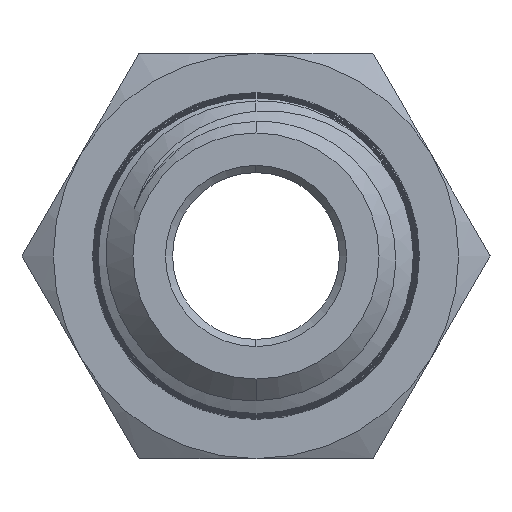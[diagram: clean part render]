
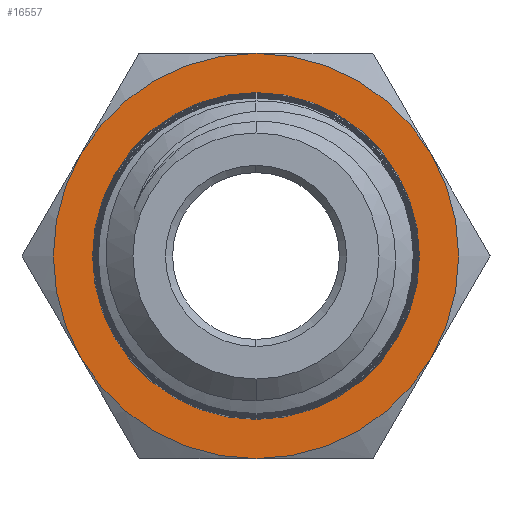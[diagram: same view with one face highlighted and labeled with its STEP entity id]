
A CAD part, front view. The second image highlights one B-rep face of the part: STEP entity #16557.
In plain terms, the highlighted planar face has unit normal (0, -1, 0).
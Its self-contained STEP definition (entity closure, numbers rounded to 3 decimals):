
#919 = AXIS2_PLACEMENT_3D ( 'NONE', #4064, #28537, #7584 ) ;
#1191 = PLANE ( 'NONE',  #43703 ) ;
#1352 = DIRECTION ( 'NONE',  ( 0., 0., 1. ) ) ;
#2407 = DIRECTION ( 'NONE',  ( 0., -1., 0. ) ) ;
#2434 = DIRECTION ( 'NONE',  ( 0., 0., 1. ) ) ;
#2999 = CARTESIAN_POINT ( 'NONE',  ( 0., 0., 0. ) ) ;
#3447 = ORIENTED_EDGE ( 'NONE', *, *, #29435, .F. ) ;
#3978 = CARTESIAN_POINT ( 'NONE',  ( 0., 0., 6.855 ) ) ;
#4064 = CARTESIAN_POINT ( 'NONE',  ( 0., 0., 0. ) ) ;
#4134 = EDGE_CURVE ( 'NONE', #36866, #12432, #16839, .T. ) ;
#6003 = CARTESIAN_POINT ( 'NONE',  ( -7.361, 0., 4.25 ) ) ;
#6248 = CARTESIAN_POINT ( 'NONE',  ( 7.361, 0., 4.25 ) ) ;
#6518 = DIRECTION ( 'NONE',  ( 0., 0., 1. ) ) ;
#6682 = CARTESIAN_POINT ( 'NONE',  ( 0., 0., -8.5 ) ) ;
#6848 = ORIENTED_EDGE ( 'NONE', *, *, #32606, .F. ) ;
#7320 = EDGE_CURVE ( 'NONE', #12432, #39182, #26630, .T. ) ;
#7584 = DIRECTION ( 'NONE',  ( 0., 0., 1. ) ) ;
#8010 = EDGE_CURVE ( 'NONE', #20543, #36866, #39702, .T. ) ;
#9920 = CIRCLE ( 'NONE', #18821, 6.855 ) ;
#9972 = AXIS2_PLACEMENT_3D ( 'NONE', #34523, #41702, #37298 ) ;
#10854 = CARTESIAN_POINT ( 'NONE',  ( 0., 0., -6.855 ) ) ;
#11162 = AXIS2_PLACEMENT_3D ( 'NONE', #44330, #23385, #2434 ) ;
#11504 = EDGE_CURVE ( 'NONE', #39182, #13362, #39083, .T. ) ;
#11814 = FACE_BOUND ( 'NONE', #19027, .T. ) ;
#12432 = VERTEX_POINT ( 'NONE', #44113 ) ;
#12782 = CIRCLE ( 'NONE', #17652, 8.5 ) ;
#12933 = FACE_OUTER_BOUND ( 'NONE', #18384, .T. ) ;
#13348 = VERTEX_POINT ( 'NONE', #10854 ) ;
#13362 = VERTEX_POINT ( 'NONE', #31980 ) ;
#13503 = VERTEX_POINT ( 'NONE', #3978 ) ;
#14967 = CARTESIAN_POINT ( 'NONE',  ( 0., 0., 0. ) ) ;
#15108 = CIRCLE ( 'NONE', #34303, 8.5 ) ;
#15735 = DIRECTION ( 'NONE',  ( 0., -1., 0. ) ) ;
#16384 = EDGE_CURVE ( 'NONE', #13362, #25038, #15108, .T. ) ;
#16557 = ADVANCED_FACE ( 'NONE', ( #11814, #12933 ), #1191, .F. ) ;
#16839 = CIRCLE ( 'NONE', #9972, 8.5 ) ;
#17652 = AXIS2_PLACEMENT_3D ( 'NONE', #2999, #27457, #6518 ) ;
#17810 = DIRECTION ( 'NONE',  ( 0., 1., 0. ) ) ;
#18384 = EDGE_LOOP ( 'NONE', ( #21806, #24373, #36941, #42439, #36976, #36836 ) ) ;
#18503 = DIRECTION ( 'NONE',  ( 0., 0., 1. ) ) ;
#18815 = CARTESIAN_POINT ( 'NONE',  ( 0., 0., 0. ) ) ;
#18821 = AXIS2_PLACEMENT_3D ( 'NONE', #23361, #2407, #26869 ) ;
#19027 = EDGE_LOOP ( 'NONE', ( #3447, #6848 ) ) ;
#20543 = VERTEX_POINT ( 'NONE', #41671 ) ;
#21806 = ORIENTED_EDGE ( 'NONE', *, *, #16384, .F. ) ;
#22318 = DIRECTION ( 'NONE',  ( 0., 1., 0. ) ) ;
#23361 = CARTESIAN_POINT ( 'NONE',  ( 0., 0., 0. ) ) ;
#23385 = DIRECTION ( 'NONE',  ( 0., 1., 0. ) ) ;
#24373 = ORIENTED_EDGE ( 'NONE', *, *, #11504, .F. ) ;
#25038 = VERTEX_POINT ( 'NONE', #6682 ) ;
#26630 = CIRCLE ( 'NONE', #11162, 8.5 ) ;
#26869 = DIRECTION ( 'NONE',  ( 0., 0., 1. ) ) ;
#27457 = DIRECTION ( 'NONE',  ( 0., 1., 0. ) ) ;
#28537 = DIRECTION ( 'NONE',  ( 0., 1., 0. ) ) ;
#29320 = AXIS2_PLACEMENT_3D ( 'NONE', #38736, #17810, #42252 ) ;
#29435 = EDGE_CURVE ( 'NONE', #13503, #13348, #9920, .T. ) ;
#31980 = CARTESIAN_POINT ( 'NONE',  ( 7.361, 0., -4.25 ) ) ;
#32606 = EDGE_CURVE ( 'NONE', #13348, #13503, #43971, .T. ) ;
#33230 = EDGE_CURVE ( 'NONE', #25038, #20543, #12782, .T. ) ;
#34303 = AXIS2_PLACEMENT_3D ( 'NONE', #14967, #39395, #18503 ) ;
#34523 = CARTESIAN_POINT ( 'NONE',  ( 0., 0., 0. ) ) ;
#34925 = AXIS2_PLACEMENT_3D ( 'NONE', #36662, #15735, #40151 ) ;
#36662 = CARTESIAN_POINT ( 'NONE',  ( 0., 0., 0. ) ) ;
#36836 = ORIENTED_EDGE ( 'NONE', *, *, #33230, .F. ) ;
#36866 = VERTEX_POINT ( 'NONE', #6003 ) ;
#36941 = ORIENTED_EDGE ( 'NONE', *, *, #7320, .F. ) ;
#36976 = ORIENTED_EDGE ( 'NONE', *, *, #8010, .F. ) ;
#37298 = DIRECTION ( 'NONE',  ( 0., 0., 1. ) ) ;
#38736 = CARTESIAN_POINT ( 'NONE',  ( 0., 0., 0. ) ) ;
#39083 = CIRCLE ( 'NONE', #29320, 8.5 ) ;
#39182 = VERTEX_POINT ( 'NONE', #6248 ) ;
#39395 = DIRECTION ( 'NONE',  ( 0., 1., 0. ) ) ;
#39702 = CIRCLE ( 'NONE', #919, 8.5 ) ;
#40151 = DIRECTION ( 'NONE',  ( 0., 0., 1. ) ) ;
#41671 = CARTESIAN_POINT ( 'NONE',  ( -7.361, 0., -4.25 ) ) ;
#41702 = DIRECTION ( 'NONE',  ( 0., 1., 0. ) ) ;
#42252 = DIRECTION ( 'NONE',  ( 0., 0., 1. ) ) ;
#42439 = ORIENTED_EDGE ( 'NONE', *, *, #4134, .F. ) ;
#43703 = AXIS2_PLACEMENT_3D ( 'NONE', #18815, #22318, #1352 ) ;
#43971 = CIRCLE ( 'NONE', #34925, 6.855 ) ;
#44113 = CARTESIAN_POINT ( 'NONE',  ( 0., 0., 8.5 ) ) ;
#44330 = CARTESIAN_POINT ( 'NONE',  ( 0., 0., 0. ) ) ;
